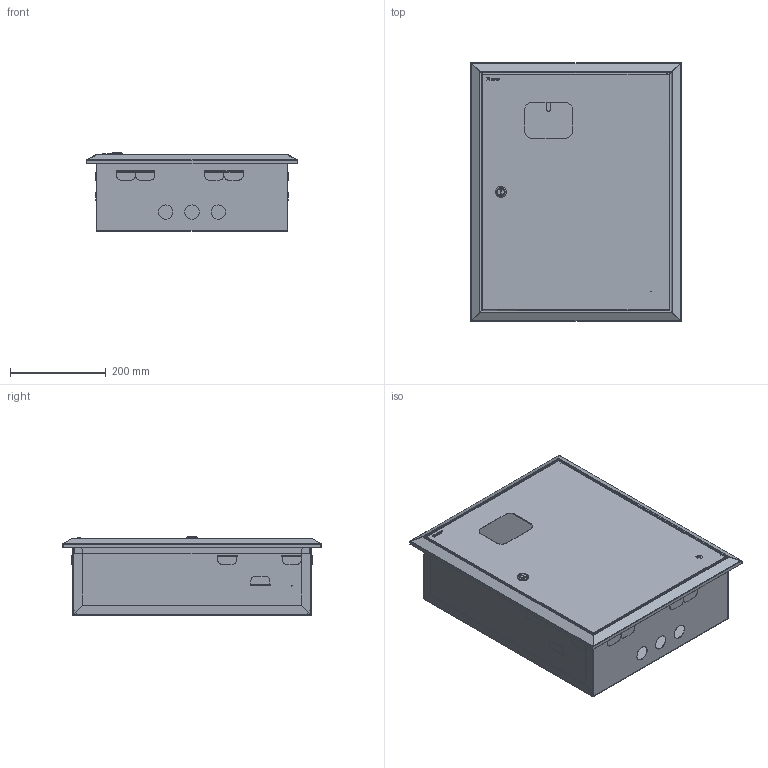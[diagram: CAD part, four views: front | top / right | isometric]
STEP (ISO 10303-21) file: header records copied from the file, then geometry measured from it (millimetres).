
FILE_DESCRIPTION (( 'STEP AP214' ), '1' );
FILE_NAME ('棞蚋 3-24 IP31 昈-1182 捘.STEP', '2017-09-13T11:07:56', ( 'Admin' ), ( '' ), 'SwSTEP 2.0', 'SolidWorks 2017', '' );
FILE_SCHEMA (( 'AUTOMOTIVE_DESIGN' ));
Length unit declared in the file: millimetre
Products named in the file (41): pan head cross recess screw_din_DIN EN ISO 7045 - M4 x 16 - Z - 16N; ÌÈ-1182.01.00.000 Êîðïóñ â ñáîðå; cross ph tapping 968_din_Screw DIN 968-ST4.2x13-C-H-N; ÌÈ-1182.01.02.000 Ñòåíêà ïðàâàÿ â ñáîðå; hex flange nut_din_Hexagon Flange Nut DIN 6923 - M6 - N; Øïèëüêà Ì6õ12; DIN-ðåéêà; ÌÈ-1182.01.02.001 Ñòåíêà ïðàâàÿ; ÌÈ-1181.02.00.000 Äâåðü â ñáîðå; ÌÈ-1180.01.01.000 Ñòåíêà ëåâàÿ â ñáîðå; 呧蜦 3D; 昈-1180.01.01.002 赶鎀鍧; Çàìîê ïî÷òîâûé; ÌÈ-1180.01.01.001 Ñòåíêà ëåâàÿ; Âíóòðåííåå òåëî çàìêà; ÌÈ-1182.01.01.000 Ñòåíêà çàäíÿÿ â ñáîðå; Ãàéêà; ﾌﾈ-1182.01.01.002 ﾊ煇鳫; Ïðîêëàäêà ìåòàëëè÷åñêàÿ 2; DIN-ðåéêà 130; Êðîíøòåéí 40õ40; pan head cross recess screw_din_ISO 7045 - M4 x 6 - Z --- 6N; ÌÈ-1182.02.00.000 Ïàíåëü ïðàâàÿ â ñáîðå; Øïèëüêà îáìåäíåííàÿ Ì6õ20; Ïðîêëàäêà; ÌÈ-1182.02.00.001 Ïàíåëü ïðàâàÿ; ÌÈ-1182.01.01.001 Ñòåíêà çàäíÿÿ; washer 6402_3_gost_丐ｩ｡ 2 6 ヮ葬 6402-70; 昈-888.00.00.001 赶鎀鍧; ÌÈ-1182.03.00.000 Ïàíåëü â ñáîðå; 棞蚋 3-24 IP31 昈-1182 捘; 哏铌; 昈-1182.03.00.001 眈翴錪; Ïðîêëàäêà ìåòàëëè÷åñêàÿ; ÌÈ-1180.03.00.000 Ïàíåëü ëåâàÿ â ñáîðå; Òåëî çàìêà; ÌÈ-1180.03.00.001 Ïàíåëü ëåâàÿ; Çàêëåïêà öèëèíäðè÷åñêàÿ Ì4 ÑÒ-Á ñ âíóòðåííåé ðåçüáîé_Œ8; Ïàíåëü ñ÷åò÷èêà 3õ ôàçíîãî ÌÈ-512.00.00.001; øïèëüêà îáìåäíåííàÿ Ì6õ12 ...
Assembly tree (79 placements, depth 4):
  棞蚋 3-24 IP31 昈-1182 捘
    ÌÈ-1182.01.00.000 Êîðïóñ â ñáîðå
      ÌÈ-1182.01.01.000 Ñòåíêà çàäíÿÿ â ñáîðå
        ÌÈ-1182.01.01.001 Ñòåíêà çàäíÿÿ
        Øïèëüêà îáìåäíåííàÿ Ì6õ20  x2
        Êðîíøòåéí 40õ40  x6
        ﾌﾈ-1182.01.01.002 ﾊ煇鳫
      ÌÈ-1180.01.01.000 Ñòåíêà ëåâàÿ â ñáîðå
        ÌÈ-1180.01.01.001 Ñòåíêà ëåâàÿ
        Êðîíøòåéí 40õ40  x3
        昈-1180.01.01.002 赶鎀鍧
      ÌÈ-1182.01.02.000 Ñòåíêà ïðàâàÿ â ñáîðå
        ÌÈ-1182.01.02.001 Ñòåíêà ïðàâàÿ
        Êðîíøòåéí 40õ40  x4
        Øïèëüêà Ì6õ12
    ÌÈ-1181.02.00.000 Äâåðü â ñáîðå
      ﾌﾈ-1181.02.00.001 ﾄ粢
      øïèëüêà îáìåäíåííàÿ Ì6õ12
      Çàêëåïêà öèëèíäðè÷åñêàÿ Ì4 ÑÒ-Á ñ âíóòðåííåé ðåçüáîé_Œ8  x2
      Çàìîê ïî÷òîâûé
        Òåëî çàìêà
        Ïðîêëàäêà ìåòàëëè÷åñêàÿ
        哏铌
        washer 6402_3_gost_丐ｩ｡ 2 6 ヮ葬 6402-70
        Ïðîêëàäêà
        pan head cross recess screw_din_ISO 7045 - M4 x 6 - Z --- 6N
        Ïðîêëàäêà ìåòàëëè÷åñêàÿ 2
        Ãàéêà
        Âíóòðåííåå òåëî çàìêà
      呧蜦 3D
    DIN-ðåéêà
    hex flange nut_din_Hexagon Flange Nut DIN 6923 - M6 - N  x4
    cross ph tapping 968_din_Screw DIN 968-ST4.2x13-C-H-N  x19
    pan head cross recess screw_din_DIN EN ISO 7045 - M4 x 16 - Z - 16N  x2
    Ïàíåëü ñ÷åò÷èêà 3õ ôàçíîãî ÌÈ-512.00.00.001
    ÌÈ-1180.03.00.000 Ïàíåëü ëåâàÿ â ñáîðå
      ÌÈ-1180.03.00.001 Ïàíåëü ëåâàÿ
      Øïèëüêà Ì6õ12
    ÌÈ-1182.03.00.000 Ïàíåëü â ñáîðå
      昈-1182.03.00.001 眈翴錪
      Øïèëüêà Ì6õ12
    昈-888.00.00.001 赶鎀鍧
    ÌÈ-1182.02.00.000 Ïàíåëü ïðàâàÿ â ñáîðå
      ÌÈ-1182.02.00.001 Ïàíåëü ïðàâàÿ
      Øïèëüêà Ì6õ12
    DIN-ðåéêà 130
Bounding box: 440 x 540.01 x 164.2 mm (x, y, z)
Volume: 777344.5 mm3; surface area: 2150386.1 mm2
Topology: 77 solids, 77 shells, 2284 faces, 5642 edges, 3536 vertices
Faces by surface type: plane 1272, cylinder 640, bspline 168, cone 132, sphere 44, torus 28
Entity records: 43113 total; most frequent: CARTESIAN_POINT 11124, ORIENTED_EDGE 6084, DIRECTION 6050, EDGE_CURVE 3042, VECTOR 2024, LINE 2024, AXIS2_PLACEMENT_3D 2013, VERTEX_POINT 1901
